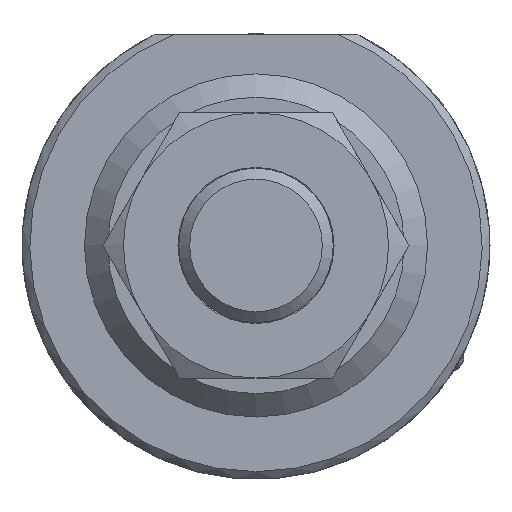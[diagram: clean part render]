
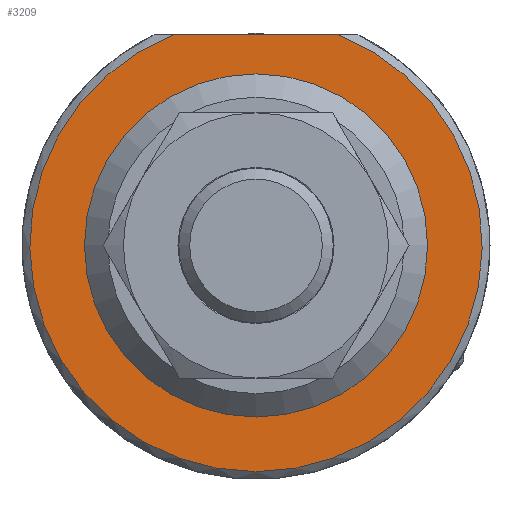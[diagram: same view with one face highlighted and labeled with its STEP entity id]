
A CAD part, front view. The second image highlights one B-rep face of the part: STEP entity #3209.
In plain terms, the highlighted planar face has unit normal (0, -1, 0).
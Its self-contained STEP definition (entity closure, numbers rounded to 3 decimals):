
#131=LINE('',#5590,#207);
#207=VECTOR('',#4181,10.);
#339=PLANE('',#3607);
#552=FACE_BOUND('',#1076,.T.);
#735=FACE_OUTER_BOUND('',#1075,.T.);
#1075=EDGE_LOOP('',(#2410,#2411));
#1076=EDGE_LOOP('',(#2412));
#1323=CIRCLE('',#3541,14.5);
#1352=CIRCLE('',#3605,11.);
#1545=VERTEX_POINT('',#5585);
#1546=VERTEX_POINT('',#5589);
#1583=VERTEX_POINT('',#5759);
#1841=EDGE_CURVE('',#1545,#1546,#131,.T.);
#1851=EDGE_CURVE('',#1546,#1545,#1323,.T.);
#1885=EDGE_CURVE('',#1583,#1583,#1352,.T.);
#2410=ORIENTED_EDGE('',*,*,#1851,.F.);
#2411=ORIENTED_EDGE('',*,*,#1841,.F.);
#2412=ORIENTED_EDGE('',*,*,#1885,.T.);
#3209=ADVANCED_FACE('',(#735,#552),#339,.T.);
#3541=AXIS2_PLACEMENT_3D('',#5627,#4197,#4198);
#3605=AXIS2_PLACEMENT_3D('',#5760,#4329,#4330);
#3607=AXIS2_PLACEMENT_3D('',#5762,#4333,#4334);
#4181=DIRECTION('',(1.,0.,0.));
#4197=DIRECTION('center_axis',(0.,1.,0.));
#4198=DIRECTION('ref_axis',(0.436,0.,-0.9));
#4329=DIRECTION('center_axis',(0.,1.,0.));
#4330=DIRECTION('ref_axis',(0.,0.,1.));
#4333=DIRECTION('center_axis',(0.,-1.,0.));
#4334=DIRECTION('ref_axis',(1.,0.,0.));
#5585=CARTESIAN_POINT('',(-5.292,-57.,13.5));
#5589=CARTESIAN_POINT('',(5.292,-57.,13.5));
#5590=CARTESIAN_POINT('',(6.538,-57.,13.5));
#5627=CARTESIAN_POINT('Origin',(0.,-57.,0.));
#5759=CARTESIAN_POINT('',(0.,-57.,11.));
#5760=CARTESIAN_POINT('Origin',(0.,-57.,0.));
#5762=CARTESIAN_POINT('Origin',(0.,-57.,1.083));
